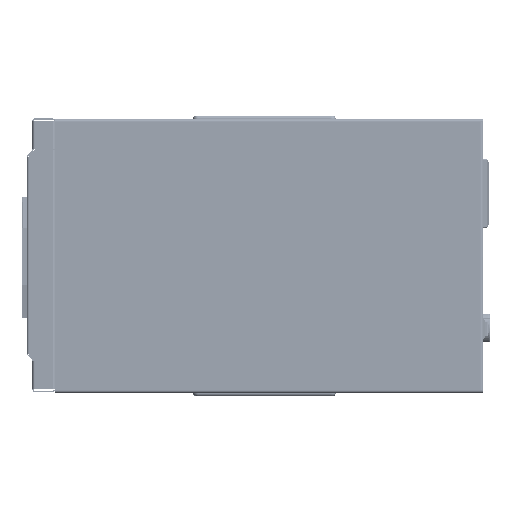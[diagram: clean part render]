
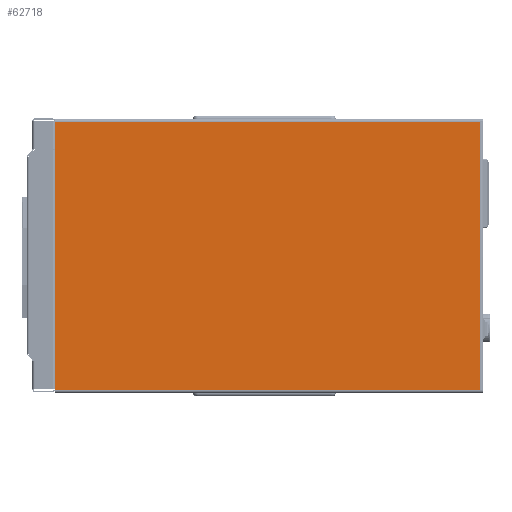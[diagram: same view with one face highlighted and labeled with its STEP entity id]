
A CAD part, left-side view. The second image highlights one B-rep face of the part: STEP entity #62718.
In plain terms, the highlighted face is planar.
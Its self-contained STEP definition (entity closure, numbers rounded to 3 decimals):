
#1716 = EDGE_CURVE ( 'NONE', #33021, #4804, #72177, .T. ) ;
#4804 = VERTEX_POINT ( 'NONE', #62484 ) ;
#6015 = CARTESIAN_POINT ( 'NONE',  ( 1.8, 0., 1.8 ) ) ;
#6272 = EDGE_CURVE ( 'NONE', #22664, #33021, #51035, .T. ) ;
#9447 = FACE_OUTER_BOUND ( 'NONE', #70599, .T. ) ;
#9621 = DIRECTION ( 'NONE',  ( 0., 0., -1. ) ) ;
#13098 = VERTEX_POINT ( 'NONE', #6015 ) ;
#19081 = CARTESIAN_POINT ( 'NONE',  ( 1.8, 0., 1.8 ) ) ;
#22664 = VERTEX_POINT ( 'NONE', #28746 ) ;
#23514 = CARTESIAN_POINT ( 'NONE',  ( 270., 0., 1.8 ) ) ;
#23799 = CARTESIAN_POINT ( 'NONE',  ( 0., 0., 171.2 ) ) ;
#23848 = VECTOR ( 'NONE', #71416, 1000. ) ;
#24422 = LINE ( 'NONE', #23514, #61192 ) ;
#24822 = ORIENTED_EDGE ( 'NONE', *, *, #45870, .T. ) ;
#28746 = CARTESIAN_POINT ( 'NONE',  ( 1.8, 0., 171.2 ) ) ;
#33021 = VERTEX_POINT ( 'NONE', #75776 ) ;
#33478 = DIRECTION ( 'NONE',  ( 0., 1., 0. ) ) ;
#37187 = PLANE ( 'NONE',  #64167 ) ;
#45733 = CARTESIAN_POINT ( 'NONE',  ( 0., 0., 0. ) ) ;
#45870 = EDGE_CURVE ( 'NONE', #13098, #22664, #87992, .T. ) ;
#51035 = LINE ( 'NONE', #23799, #23848 ) ;
#52645 = DIRECTION ( 'NONE',  ( 0., 0., 1. ) ) ;
#58196 = ORIENTED_EDGE ( 'NONE', *, *, #6272, .T. ) ;
#58891 = VECTOR ( 'NONE', #52645, 1000. ) ;
#61192 = VECTOR ( 'NONE', #71589, 1000. ) ;
#62484 = CARTESIAN_POINT ( 'NONE',  ( 270., 0., 1.8 ) ) ;
#62718 = ADVANCED_FACE ( 'NONE', ( #9447 ), #37187, .T. ) ;
#63668 = VECTOR ( 'NONE', #9621, 1000. ) ;
#64167 = AXIS2_PLACEMENT_3D ( 'NONE', #45733, #33478, #66537 ) ;
#66537 = DIRECTION ( 'NONE',  ( 0., 0., 1. ) ) ;
#70599 = EDGE_LOOP ( 'NONE', ( #89535, #24822, #58196, #78766 ) ) ;
#71416 = DIRECTION ( 'NONE',  ( 1., 0., 0. ) ) ;
#71589 = DIRECTION ( 'NONE',  ( -1., 0., 0. ) ) ;
#72177 = LINE ( 'NONE', #85348, #63668 ) ;
#75028 = EDGE_CURVE ( 'NONE', #4804, #13098, #24422, .T. ) ;
#75776 = CARTESIAN_POINT ( 'NONE',  ( 270., 0., 171.2 ) ) ;
#78766 = ORIENTED_EDGE ( 'NONE', *, *, #1716, .T. ) ;
#85348 = CARTESIAN_POINT ( 'NONE',  ( 270., 0., 0. ) ) ;
#87992 = LINE ( 'NONE', #19081, #58891 ) ;
#89535 = ORIENTED_EDGE ( 'NONE', *, *, #75028, .T. ) ;
